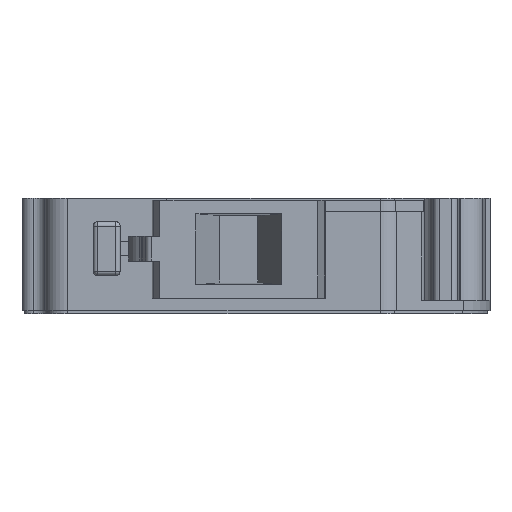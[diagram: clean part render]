
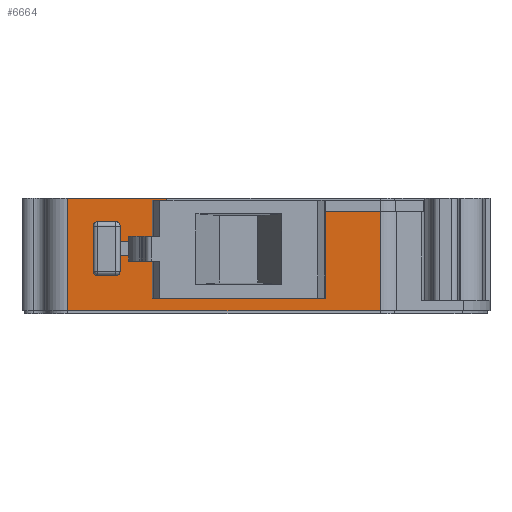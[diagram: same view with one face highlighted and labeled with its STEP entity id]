
A CAD part, front view. The second image highlights one B-rep face of the part: STEP entity #6664.
In plain terms, the highlighted planar face has unit normal (0, -1, 0).
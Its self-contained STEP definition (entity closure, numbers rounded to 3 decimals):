
#75 = VERTEX_POINT ( 'NONE', #8622 ) ;
#196 = CARTESIAN_POINT ( 'NONE',  ( -36.379, 13.714, 10.037 ) ) ;
#530 = CARTESIAN_POINT ( 'NONE',  ( -52.265, 13.714, 9.487 ) ) ;
#594 = CARTESIAN_POINT ( 'NONE',  ( -36.379, 13.714, 14.487 ) ) ;
#639 = CARTESIAN_POINT ( 'NONE',  ( -48.234, 13.714, 12.937 ) ) ;
#743 = EDGE_CURVE ( 'NONE', #1654, #1872, #7801, .T. ) ;
#808 = VECTOR ( 'NONE', #4405, 1000. ) ;
#984 = CARTESIAN_POINT ( 'NONE',  ( -39.072, 13.714, 14.387 ) ) ;
#1105 = CARTESIAN_POINT ( 'NONE',  ( -45.872, 13.714, 14.487 ) ) ;
#1179 = ORIENTED_EDGE ( 'NONE', *, *, #3055, .F. ) ;
#1320 = CARTESIAN_POINT ( 'NONE',  ( -38.822, 13.714, 13.887 ) ) ;
#1519 = ORIENTED_EDGE ( 'NONE', *, *, #3483, .F. ) ;
#1571 = VECTOR ( 'NONE', #4997, 1000. ) ;
#1580 = VECTOR ( 'NONE', #1652, 1000. ) ;
#1652 = DIRECTION ( 'NONE',  ( -1., 0., 0. ) ) ;
#1654 = VERTEX_POINT ( 'NONE', #7214 ) ;
#1661 = DIRECTION ( 'NONE',  ( 0., 0., 1. ) ) ;
#1666 = ORIENTED_EDGE ( 'NONE', *, *, #8305, .F. ) ;
#1703 = VECTOR ( 'NONE', #3587, 1000. ) ;
#1738 = DIRECTION ( 'NONE',  ( 1., 0., 0. ) ) ;
#1752 = VERTEX_POINT ( 'NONE', #3733 ) ;
#1872 = VERTEX_POINT ( 'NONE', #1105 ) ;
#1884 = VECTOR ( 'NONE', #8790, 1000. ) ;
#1966 = FACE_BOUND ( 'NONE', #4627, .T. ) ;
#2132 = ORIENTED_EDGE ( 'NONE', *, *, #4016, .F. ) ;
#2186 = VERTEX_POINT ( 'NONE', #2913 ) ;
#2240 = VERTEX_POINT ( 'NONE', #3706 ) ;
#2268 = VECTOR ( 'NONE', #3460, 1000. ) ;
#2330 = EDGE_CURVE ( 'NONE', #6445, #2186, #6535, .T. ) ;
#2371 = CARTESIAN_POINT ( 'NONE',  ( -36.379, 13.714, 14.487 ) ) ;
#2560 = DIRECTION ( 'NONE',  ( -1., 0., 0. ) ) ;
#2586 = ORIENTED_EDGE ( 'NONE', *, *, #8941, .F. ) ;
#2642 = CARTESIAN_POINT ( 'NONE',  ( -38.822, 13.714, 14.487 ) ) ;
#2694 = EDGE_CURVE ( 'NONE', #1872, #4442, #3288, .T. ) ;
#2719 = CARTESIAN_POINT ( 'NONE',  ( -48.834, 13.714, 14.487 ) ) ;
#2723 = EDGE_CURVE ( 'NONE', #6871, #75, #5195, .T. ) ;
#2888 = CARTESIAN_POINT ( 'NONE',  ( -46.522, 13.714, 14.487 ) ) ;
#2913 = CARTESIAN_POINT ( 'NONE',  ( -38.822, 13.714, 10.037 ) ) ;
#2925 = VECTOR ( 'NONE', #7602, 1000. ) ;
#2962 = VERTEX_POINT ( 'NONE', #6849 ) ;
#2984 = VECTOR ( 'NONE', #1738, 1000. ) ;
#3055 = EDGE_CURVE ( 'NONE', #75, #7917, #3713, .T. ) ;
#3170 = ORIENTED_EDGE ( 'NONE', *, *, #5206, .F. ) ;
#3247 = ORIENTED_EDGE ( 'NONE', *, *, #2694, .F. ) ;
#3261 = LINE ( 'NONE', #2888, #1571 ) ;
#3288 = LINE ( 'NONE', #9235, #2268 ) ;
#3327 = CARTESIAN_POINT ( 'NONE',  ( -36.379, 13.714, 11.537 ) ) ;
#3354 = CARTESIAN_POINT ( 'NONE',  ( -50.276, 13.714, 9.487 ) ) ;
#3460 = DIRECTION ( 'NONE',  ( 0., 0., -1. ) ) ;
#3478 = CARTESIAN_POINT ( 'NONE',  ( -45.872, 13.714, 14.387 ) ) ;
#3483 = EDGE_CURVE ( 'NONE', #8181, #1752, #5288, .T. ) ;
#3504 = VECTOR ( 'NONE', #7807, 1000. ) ;
#3587 = DIRECTION ( 'NONE',  ( -1., 0., 0. ) ) ;
#3639 = EDGE_CURVE ( 'NONE', #4442, #2240, #8198, .T. ) ;
#3706 = CARTESIAN_POINT ( 'NONE',  ( -46.522, 13.714, 14.387 ) ) ;
#3709 = CARTESIAN_POINT ( 'NONE',  ( -46.522, 13.714, 10.037 ) ) ;
#3713 = LINE ( 'NONE', #530, #2925 ) ;
#3733 = CARTESIAN_POINT ( 'NONE',  ( -48.834, 13.714, 12.937 ) ) ;
#3912 = AXIS2_PLACEMENT_3D ( 'NONE', #6025, #3929, #2560 ) ;
#3929 = DIRECTION ( 'NONE',  ( 0., 1., 0. ) ) ;
#3949 = EDGE_CURVE ( 'NONE', #1752, #2962, #6739, .T. ) ;
#4016 = EDGE_CURVE ( 'NONE', #2240, #6445, #3261, .T. ) ;
#4405 = DIRECTION ( 'NONE',  ( 1., 0., 0. ) ) ;
#4442 = VERTEX_POINT ( 'NONE', #3478 ) ;
#4549 = FACE_OUTER_BOUND ( 'NONE', #5404, .T. ) ;
#4608 = VECTOR ( 'NONE', #8456, 1000. ) ;
#4627 = EDGE_LOOP ( 'NONE', ( #1519, #5561, #2586, #7156 ) ) ;
#4715 = LINE ( 'NONE', #3327, #5940 ) ;
#4785 = DIRECTION ( 'NONE',  ( 0., 0., 1. ) ) ;
#4919 = VERTEX_POINT ( 'NONE', #1320 ) ;
#4997 = DIRECTION ( 'NONE',  ( 0., 0., -1. ) ) ;
#5054 = VERTEX_POINT ( 'NONE', #6522 ) ;
#5106 = CARTESIAN_POINT ( 'NONE',  ( -50.276, 13.714, 14.487 ) ) ;
#5121 = ORIENTED_EDGE ( 'NONE', *, *, #2723, .F. ) ;
#5195 = LINE ( 'NONE', #594, #3504 ) ;
#5206 = EDGE_CURVE ( 'NONE', #4919, #6871, #6150, .T. ) ;
#5253 = CARTESIAN_POINT ( 'NONE',  ( -48.234, 13.714, 14.487 ) ) ;
#5288 = LINE ( 'NONE', #7851, #1703 ) ;
#5404 = EDGE_LOOP ( 'NONE', ( #9220, #2132, #5707, #3247, #5495, #1666, #1179, #5121, #3170, #7432 ) ) ;
#5447 = PLANE ( 'NONE',  #3912 ) ;
#5463 = DIRECTION ( 'NONE',  ( 1., 0., 0. ) ) ;
#5495 = ORIENTED_EDGE ( 'NONE', *, *, #743, .F. ) ;
#5516 = LINE ( 'NONE', #5106, #6749 ) ;
#5561 = ORIENTED_EDGE ( 'NONE', *, *, #6552, .F. ) ;
#5643 = CARTESIAN_POINT ( 'NONE',  ( -36.379, 13.714, 13.887 ) ) ;
#5707 = ORIENTED_EDGE ( 'NONE', *, *, #3639, .F. ) ;
#5940 = VECTOR ( 'NONE', #5463, 1000. ) ;
#6025 = CARTESIAN_POINT ( 'NONE',  ( -36.379, 13.714, 14.487 ) ) ;
#6150 = LINE ( 'NONE', #7345, #1884 ) ;
#6201 = LINE ( 'NONE', #2642, #8335 ) ;
#6445 = VERTEX_POINT ( 'NONE', #3709 ) ;
#6447 = VECTOR ( 'NONE', #8857, 1000. ) ;
#6522 = CARTESIAN_POINT ( 'NONE',  ( -48.234, 13.714, 11.537 ) ) ;
#6535 = LINE ( 'NONE', #196, #808 ) ;
#6552 = EDGE_CURVE ( 'NONE', #5054, #8181, #8244, .T. ) ;
#6664 = ADVANCED_FACE ( 'NONE', ( #1966, #4549 ), #5447, .F. ) ;
#6739 = LINE ( 'NONE', #2719, #4608 ) ;
#6749 = VECTOR ( 'NONE', #1661, 1000. ) ;
#6849 = CARTESIAN_POINT ( 'NONE',  ( -48.834, 13.714, 11.537 ) ) ;
#6871 = VERTEX_POINT ( 'NONE', #5643 ) ;
#7156 = ORIENTED_EDGE ( 'NONE', *, *, #3949, .F. ) ;
#7214 = CARTESIAN_POINT ( 'NONE',  ( -50.276, 13.714, 14.487 ) ) ;
#7345 = CARTESIAN_POINT ( 'NONE',  ( -36.379, 13.714, 13.887 ) ) ;
#7432 = ORIENTED_EDGE ( 'NONE', *, *, #7909, .F. ) ;
#7602 = DIRECTION ( 'NONE',  ( -1., 0., 0. ) ) ;
#7801 = LINE ( 'NONE', #2371, #2984 ) ;
#7807 = DIRECTION ( 'NONE',  ( 0., 0., -1. ) ) ;
#7851 = CARTESIAN_POINT ( 'NONE',  ( -36.379, 13.714, 12.937 ) ) ;
#7909 = EDGE_CURVE ( 'NONE', #2186, #4919, #6201, .T. ) ;
#7917 = VERTEX_POINT ( 'NONE', #3354 ) ;
#8181 = VERTEX_POINT ( 'NONE', #639 ) ;
#8198 = LINE ( 'NONE', #984, #1580 ) ;
#8244 = LINE ( 'NONE', #5253, #6447 ) ;
#8305 = EDGE_CURVE ( 'NONE', #7917, #1654, #5516, .T. ) ;
#8335 = VECTOR ( 'NONE', #4785, 1000. ) ;
#8456 = DIRECTION ( 'NONE',  ( 0., 0., -1. ) ) ;
#8622 = CARTESIAN_POINT ( 'NONE',  ( -36.379, 13.714, 9.487 ) ) ;
#8790 = DIRECTION ( 'NONE',  ( 1., 0., 0. ) ) ;
#8857 = DIRECTION ( 'NONE',  ( 0., 0., 1. ) ) ;
#8941 = EDGE_CURVE ( 'NONE', #2962, #5054, #4715, .T. ) ;
#9220 = ORIENTED_EDGE ( 'NONE', *, *, #2330, .F. ) ;
#9235 = CARTESIAN_POINT ( 'NONE',  ( -45.872, 13.714, 14.487 ) ) ;
